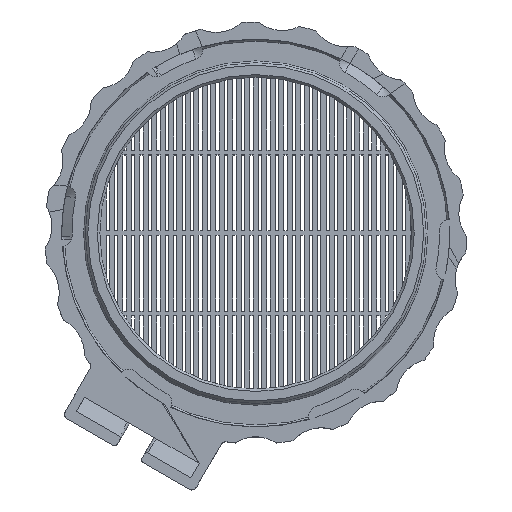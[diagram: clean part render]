
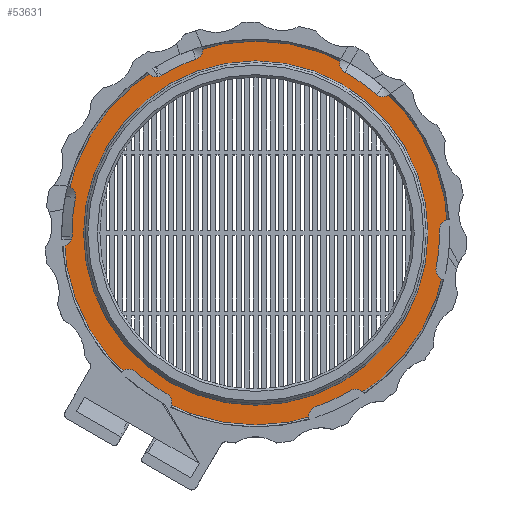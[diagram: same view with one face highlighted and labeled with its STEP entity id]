
A CAD part, top view. The second image highlights one B-rep face of the part: STEP entity #53631.
In plain terms, the highlighted planar face has unit normal (0, 0, 1).
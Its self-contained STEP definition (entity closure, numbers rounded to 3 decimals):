
#50343 = CONICAL_SURFACE('',#50344,36.,0.785);
#50344 = AXIS2_PLACEMENT_3D('',#50345,#50346,#50347);
#50345 = CARTESIAN_POINT('',(0.,0.,0.4));
#50346 = DIRECTION('',(-0.,-0.,-1.));
#50347 = DIRECTION('',(1.,0.,0.));
#51595 = CONICAL_SURFACE('',#51596,41.,0.785);
#51596 = AXIS2_PLACEMENT_3D('',#51597,#51598,#51599);
#51597 = CARTESIAN_POINT('',(0.,0.,0.4));
#51598 = DIRECTION('',(0.,0.,1.));
#51599 = DIRECTION('',(1.,0.,0.));
#53165 = VERTEX_POINT('',#53166);
#53166 = CARTESIAN_POINT('',(36.4,0.,0.)
  );
#53187 = EDGE_CURVE('',#53165,#53165,#53188,.T.);
#53188 = SURFACE_CURVE('',#53189,(#53194,#53201),.PCURVE_S1.);
#53189 = CIRCLE('',#53190,36.4);
#53190 = AXIS2_PLACEMENT_3D('',#53191,#53192,#53193);
#53191 = CARTESIAN_POINT('',(0.,0.,0.));
#53192 = DIRECTION('',(0.,-0.,1.));
#53193 = DIRECTION('',(1.,0.,0.));
#53194 = PCURVE('',#50343,#53195);
#53195 = DEFINITIONAL_REPRESENTATION('',(#53196),#53200);
#53196 = LINE('',#53197,#53198);
#53197 = CARTESIAN_POINT('',(0.,0.4));
#53198 = VECTOR('',#53199,1.);
#53199 = DIRECTION('',(-1.,-0.));
#53200 = ( GEOMETRIC_REPRESENTATION_CONTEXT(2) 
PARAMETRIC_REPRESENTATION_CONTEXT() REPRESENTATION_CONTEXT('2D SPACE',''
  ) );
#53201 = PCURVE('',#53202,#53207);
#53202 = PLANE('',#53203);
#53203 = AXIS2_PLACEMENT_3D('',#53204,#53205,#53206);
#53204 = CARTESIAN_POINT('',(-38.5,0.,0.
    ));
#53205 = DIRECTION('',(0.,0.,1.));
#53206 = DIRECTION('',(0.,-1.,0.));
#53207 = DEFINITIONAL_REPRESENTATION('',(#53208),#53212);
#53208 = CIRCLE('',#53209,36.4);
#53209 = AXIS2_PLACEMENT_2D('',#53210,#53211);
#53210 = CARTESIAN_POINT('',(0.,38.5));
#53211 = DIRECTION('',(0.,1.));
#53212 = ( GEOMETRIC_REPRESENTATION_CONTEXT(2) 
PARAMETRIC_REPRESENTATION_CONTEXT() REPRESENTATION_CONTEXT('2D SPACE',''
  ) );
#53220 = VERTEX_POINT('',#53221);
#53221 = CARTESIAN_POINT('',(40.6,0.,0.)
  );
#53244 = EDGE_CURVE('',#53220,#53220,#53245,.T.);
#53245 = SURFACE_CURVE('',#53246,(#53251,#53258),.PCURVE_S1.);
#53246 = CIRCLE('',#53247,40.6);
#53247 = AXIS2_PLACEMENT_3D('',#53248,#53249,#53250);
#53248 = CARTESIAN_POINT('',(0.,0.,0.));
#53249 = DIRECTION('',(0.,-0.,1.));
#53250 = DIRECTION('',(1.,0.,0.));
#53251 = PCURVE('',#51595,#53252);
#53252 = DEFINITIONAL_REPRESENTATION('',(#53253),#53257);
#53253 = LINE('',#53254,#53255);
#53254 = CARTESIAN_POINT('',(0.,-0.4));
#53255 = VECTOR('',#53256,1.);
#53256 = DIRECTION('',(1.,-0.));
#53257 = ( GEOMETRIC_REPRESENTATION_CONTEXT(2) 
PARAMETRIC_REPRESENTATION_CONTEXT() REPRESENTATION_CONTEXT('2D SPACE',''
  ) );
#53258 = PCURVE('',#53202,#53259);
#53259 = DEFINITIONAL_REPRESENTATION('',(#53260),#53264);
#53260 = CIRCLE('',#53261,40.6);
#53261 = AXIS2_PLACEMENT_2D('',#53262,#53263);
#53262 = CARTESIAN_POINT('',(0.,38.5));
#53263 = DIRECTION('',(0.,1.));
#53264 = ( GEOMETRIC_REPRESENTATION_CONTEXT(2) 
PARAMETRIC_REPRESENTATION_CONTEXT() REPRESENTATION_CONTEXT('2D SPACE',''
  ) );
#53631 = ADVANCED_FACE('',(#53632,#53635),#53202,.T.);
#53632 = FACE_BOUND('',#53633,.T.);
#53633 = EDGE_LOOP('',(#53634));
#53634 = ORIENTED_EDGE('',*,*,#53244,.T.);
#53635 = FACE_BOUND('',#53636,.T.);
#53636 = EDGE_LOOP('',(#53637));
#53637 = ORIENTED_EDGE('',*,*,#53187,.F.);
